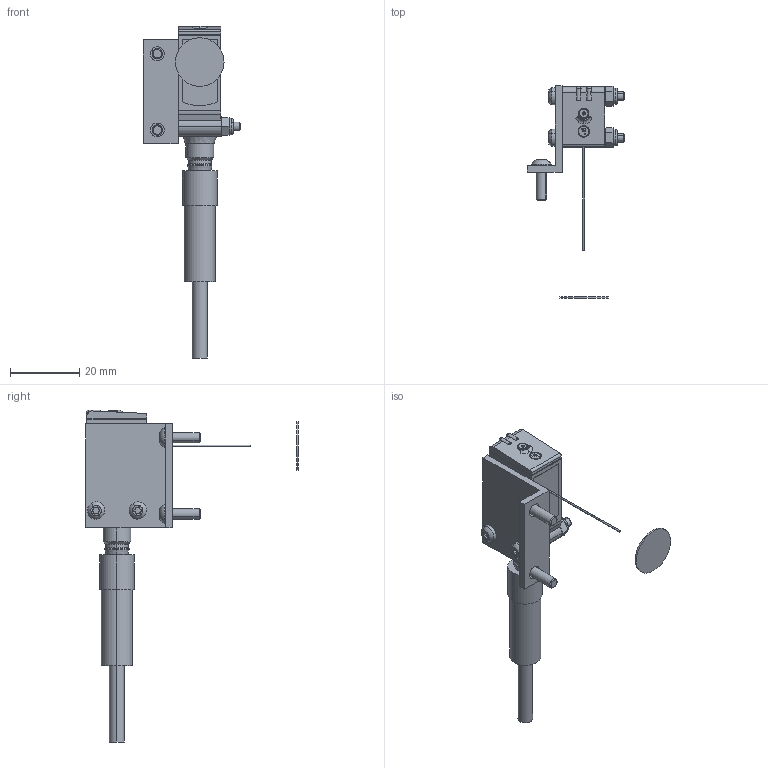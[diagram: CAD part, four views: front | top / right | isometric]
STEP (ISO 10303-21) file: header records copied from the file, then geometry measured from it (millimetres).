
FILE_DESCRIPTION (( 'STEP AP214' ), '1' );
FILE_NAME ('INGUN_116667.STEP', '2025-06-30T10:12:16', ( '' ), ( '' ), 'SwSTEP 2.0', 'SolidWorks 2023', '' );
FILE_SCHEMA (( 'AUTOMOTIVE_DESIGN' ));
Length unit declared in the file: millimetre
Products named in the file (9): ISO7380~n_M03,0x010; DIN985-A2~n_M02,5; 111278~0_S; ISO7380~n_M02,5x020; INGUN_116667; 100813~0_S; 58959~1_S; 37567~0_S; 33431~0_S
Assembly tree (11 placements, depth 3):
  INGUN_116667
    58959~1_S
    100813~0_S
    33431~0_S
    ISO7380~n_M02,5x020  x2
    DIN985-A2~n_M02,5  x2
    ISO7380~n_M03,0x010  x2
    111278~0_S
      37567~0_S
Bounding box: 28 x 61.35 x 95.8 mm (x, y, z)
Volume: 11769.8 mm3; surface area: 7909.1 mm2
Topology: 12 solids, 12 shells, 359 faces, 870 edges, 562 vertices
Faces by surface type: cylinder 164, plane 110, cone 48, bspline 19, torus 18
Entity records: 10740 total; most frequent: CARTESIAN_POINT 2289, DIRECTION 1399, ORIENTED_EDGE 1312, EDGE_CURVE 656, AXIS2_PLACEMENT_3D 562, VERTEX_POINT 424, EDGE_LOOP 312, CIRCLE 292
